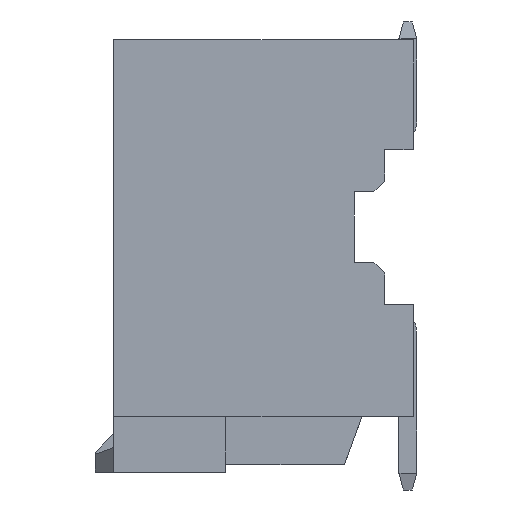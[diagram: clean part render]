
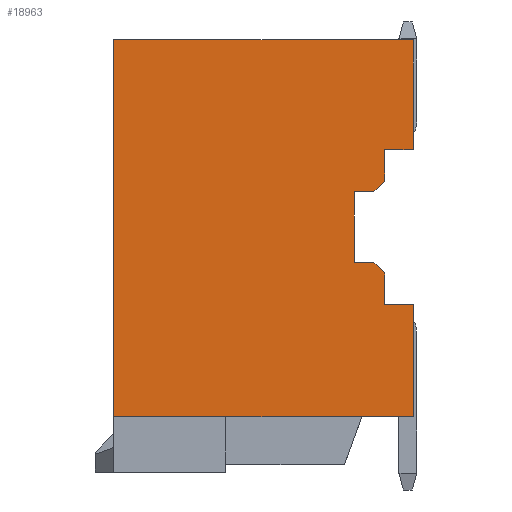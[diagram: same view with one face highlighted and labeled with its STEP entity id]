
A CAD part, left-side view. The second image highlights one B-rep face of the part: STEP entity #18963.
In plain terms, the highlighted planar face has unit normal (-1, 0, 0).
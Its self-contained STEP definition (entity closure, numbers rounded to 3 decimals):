
#4319=DIRECTION('',(0.,0.,1.));
#4320=VECTOR('',#4319,3.14);
#4321=CARTESIAN_POINT('',(-17.3,-10.9,-5.255));
#4322=LINE('',#4321,#4320);
#4331=DIRECTION('',(0.,0.,1.));
#4332=VECTOR('',#4331,3.07);
#4333=CARTESIAN_POINT('',(-17.3,-10.9,2.225));
#4334=LINE('',#4333,#4332);
#4339=DIRECTION('',(0.,-1.,0.));
#4340=VECTOR('',#4339,8.38);
#4341=CARTESIAN_POINT('',(-17.3,-2.52,-5.255));
#4342=LINE('',#4341,#4340);
#4343=DIRECTION('',(0.,0.,1.));
#4344=VECTOR('',#4343,10.55);
#4345=CARTESIAN_POINT('',(-17.3,-2.52,-5.255));
#4346=LINE('',#4345,#4344);
#4347=DIRECTION('',(0.,1.,0.));
#4348=VECTOR('',#4347,0.8);
#4349=CARTESIAN_POINT('',(-17.3,-10.9,2.225));
#4350=LINE('',#4349,#4348);
#4351=DIRECTION('',(0.,0.,1.));
#4352=VECTOR('',#4351,0.885);
#4353=CARTESIAN_POINT('',(-17.3,-10.1,1.34));
#4354=LINE('',#4353,#4352);
#4355=DIRECTION('',(0.,-0.707,0.707));
#4356=VECTOR('',#4355,0.424);
#4357=CARTESIAN_POINT('',(-17.3,-9.8,1.04));
#4358=LINE('',#4357,#4356);
#4359=DIRECTION('',(0.,-1.,0.));
#4360=VECTOR('',#4359,0.55);
#4361=CARTESIAN_POINT('',(-17.3,-9.25,1.04));
#4362=LINE('',#4361,#4360);
#4363=DIRECTION('',(0.,0.,1.));
#4364=VECTOR('',#4363,1.97);
#4365=CARTESIAN_POINT('',(-17.3,-9.25,-0.93));
#4366=LINE('',#4365,#4364);
#4367=DIRECTION('',(0.,1.,0.));
#4368=VECTOR('',#4367,0.55);
#4369=CARTESIAN_POINT('',(-17.3,-9.8,-0.93));
#4370=LINE('',#4369,#4368);
#4371=DIRECTION('',(0.,0.707,0.707));
#4372=VECTOR('',#4371,0.424);
#4373=CARTESIAN_POINT('',(-17.3,-10.1,-1.23));
#4374=LINE('',#4373,#4372);
#4375=DIRECTION('',(0.,0.,1.));
#4376=VECTOR('',#4375,0.885);
#4377=CARTESIAN_POINT('',(-17.3,-10.1,-2.115));
#4378=LINE('',#4377,#4376);
#4379=DIRECTION('',(0.,1.,0.));
#4380=VECTOR('',#4379,0.8);
#4381=CARTESIAN_POINT('',(-17.3,-10.9,-2.115));
#4382=LINE('',#4381,#4380);
#5227=DIRECTION('',(0.,-1.,0.));
#5228=VECTOR('',#5227,8.38);
#5229=CARTESIAN_POINT('',(-17.3,-2.52,5.295));
#5230=LINE('',#5229,#5228);
#10705=CARTESIAN_POINT('',(-17.3,-2.52,5.295));
#10706=CARTESIAN_POINT('',(-17.3,-10.9,5.295));
#10707=VERTEX_POINT('',#10705);
#10708=VERTEX_POINT('',#10706);
#10737=CARTESIAN_POINT('',(-17.3,-10.9,-2.115));
#10738=CARTESIAN_POINT('',(-17.3,-10.1,-2.115));
#10739=VERTEX_POINT('',#10737);
#10740=VERTEX_POINT('',#10738);
#10741=CARTESIAN_POINT('',(-17.3,-10.1,-1.23));
#10742=VERTEX_POINT('',#10741);
#10743=CARTESIAN_POINT('',(-17.3,-9.8,-0.93));
#10744=VERTEX_POINT('',#10743);
#10745=CARTESIAN_POINT('',(-17.3,-9.25,-0.93));
#10746=VERTEX_POINT('',#10745);
#10747=CARTESIAN_POINT('',(-17.3,-9.25,1.04));
#10748=VERTEX_POINT('',#10747);
#10749=CARTESIAN_POINT('',(-17.3,-9.8,1.04));
#10750=VERTEX_POINT('',#10749);
#10751=CARTESIAN_POINT('',(-17.3,-10.1,1.34));
#10752=VERTEX_POINT('',#10751);
#10753=CARTESIAN_POINT('',(-17.3,-10.1,2.225));
#10754=VERTEX_POINT('',#10753);
#10755=CARTESIAN_POINT('',(-17.3,-10.9,2.225));
#10756=VERTEX_POINT('',#10755);
#10793=CARTESIAN_POINT('',(-17.3,-2.52,-5.255));
#10794=CARTESIAN_POINT('',(-17.3,-10.9,-5.255));
#10795=VERTEX_POINT('',#10793);
#10796=VERTEX_POINT('',#10794);
#18932=CARTESIAN_POINT('',(-17.3,-2.52,-6.805));
#18933=DIRECTION('',(-1.,0.,0.));
#18934=DIRECTION('',(0.,-1.,0.));
#18935=AXIS2_PLACEMENT_3D('',#18932,#18933,#18934);
#18936=PLANE('',#18935);
#18937=ORIENTED_EDGE('',*,*,#18869,.F.);
#18939=ORIENTED_EDGE('',*,*,#18938,.T.);
#18941=ORIENTED_EDGE('',*,*,#18940,.T.);
#18942=ORIENTED_EDGE('',*,*,#18911,.F.);
#18944=ORIENTED_EDGE('',*,*,#18943,.T.);
#18946=ORIENTED_EDGE('',*,*,#18945,.F.);
#18948=ORIENTED_EDGE('',*,*,#18947,.F.);
#18950=ORIENTED_EDGE('',*,*,#18949,.F.);
#18952=ORIENTED_EDGE('',*,*,#18951,.F.);
#18954=ORIENTED_EDGE('',*,*,#18953,.F.);
#18956=ORIENTED_EDGE('',*,*,#18955,.F.);
#18958=ORIENTED_EDGE('',*,*,#18957,.F.);
#18959=ORIENTED_EDGE('',*,*,#18693,.F.);
#18960=ORIENTED_EDGE('',*,*,#18882,.F.);
#18961=EDGE_LOOP('',(#18937,#18939,#18941,#18942,#18944,#18946,#18948,#18950,
#18952,#18954,#18956,#18958,#18959,#18960));
#18962=FACE_OUTER_BOUND('',#18961,.F.);
#18963=ADVANCED_FACE('',(#18962),#18936,.T.);
#18693=EDGE_CURVE('',#10739,#10740,#4382,.T.);
#18869=EDGE_CURVE('',#10795,#10796,#4342,.T.);
#18882=EDGE_CURVE('',#10796,#10739,#4322,.T.);
#18911=EDGE_CURVE('',#10756,#10708,#4334,.T.);
#18938=EDGE_CURVE('',#10795,#10707,#4346,.T.);
#18940=EDGE_CURVE('',#10707,#10708,#5230,.T.);
#18943=EDGE_CURVE('',#10756,#10754,#4350,.T.);
#18945=EDGE_CURVE('',#10752,#10754,#4354,.T.);
#18947=EDGE_CURVE('',#10750,#10752,#4358,.T.);
#18949=EDGE_CURVE('',#10748,#10750,#4362,.T.);
#18951=EDGE_CURVE('',#10746,#10748,#4366,.T.);
#18953=EDGE_CURVE('',#10744,#10746,#4370,.T.);
#18955=EDGE_CURVE('',#10742,#10744,#4374,.T.);
#18957=EDGE_CURVE('',#10740,#10742,#4378,.T.);
